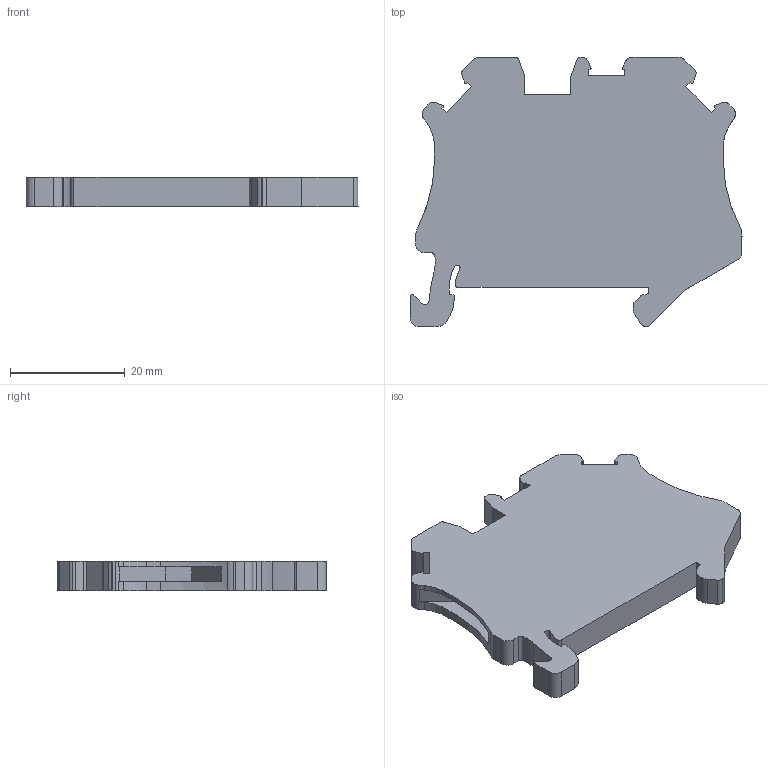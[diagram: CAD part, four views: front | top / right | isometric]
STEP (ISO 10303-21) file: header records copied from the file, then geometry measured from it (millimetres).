
FILE_DESCRIPTION(('SolidDesigner STEP Export'),'2;1');
FILE_NAME('3064140_ut25_mtd_r_l-select.stp','2008-03-07T 8:17:24',(''),(''),'OneSpace Designer STEP processor for AP214 (Solid Model)','OneSpace Designer 14.50 18-Oct-2006 (C) CoCreate Software GmbH','');
FILE_SCHEMA(('AUTOMOTIVE_DESIGN { 1 0 10303 214 1 1 1 1 }'));
Length unit declared in the file: millimetre
Products named in the file (2): 3064140_ut25_mtd_r_l-select
Assembly tree (1 placements, depth 2):
  3064140_ut25_mtd_r_l-select
    3064140_ut25_mtd_r_l-select
Bounding box: 57.8 x 46.85 x 5.15 mm (x, y, z)
Volume: 9685.1 mm3; surface area: 5717.5 mm2
Topology: 1 solids, 1 shells, 163 faces, 480 edges, 320 vertices
Faces by surface type: plane 85, cylinder 77, extrusion 1
Entity records: 6669 total; most frequent: CARTESIAN_POINT 1332, ORIENTED_EDGE 960, DIRECTION 815, EDGE_CURVE 480, VERTEX_POINT 320, VECTOR 307, LINE 306, AXIS2_PLACEMENT_3D 254
